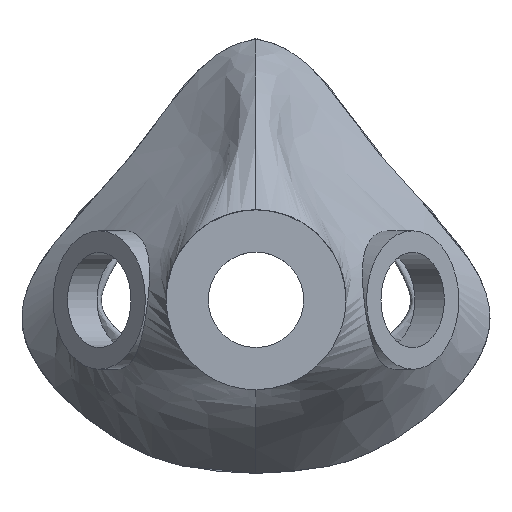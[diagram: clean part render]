
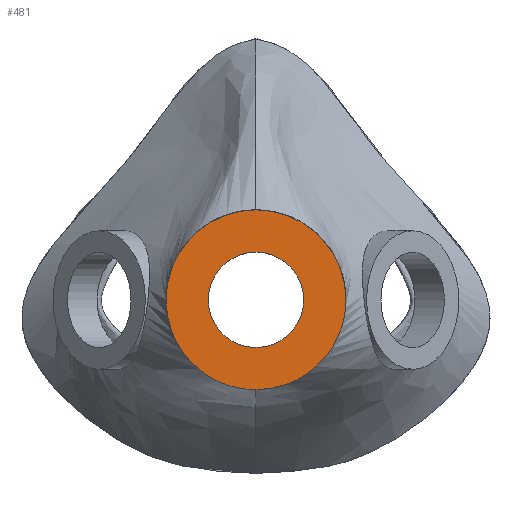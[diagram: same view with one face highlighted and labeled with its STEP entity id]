
A CAD part, top view. The second image highlights one B-rep face of the part: STEP entity #481.
In plain terms, the highlighted planar face has unit normal (0, 0, 1).
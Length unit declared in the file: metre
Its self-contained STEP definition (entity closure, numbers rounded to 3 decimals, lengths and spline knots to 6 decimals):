
#39=CIRCLE('',#532,0.01325);
#40=CIRCLE('',#534,0.025);
#53=PLANE('',#535);
#139=ORIENTED_EDGE('',*,*,#232,.F.);
#140=ORIENTED_EDGE('',*,*,#234,.T.);
#141=ORIENTED_EDGE('',*,*,#237,.T.);
#142=ORIENTED_EDGE('',*,*,#238,.T.);
#232=EDGE_CURVE('',#286,#286,#39,.T.);
#234=EDGE_CURVE('',#288,#287,#340,.T.);
#237=EDGE_CURVE('',#287,#289,#40,.T.);
#238=EDGE_CURVE('',#289,#288,#343,.T.);
#286=VERTEX_POINT('',#7665);
#287=VERTEX_POINT('',#7684);
#288=VERTEX_POINT('',#7692);
#289=VERTEX_POINT('',#7702);
#340=B_SPLINE_CURVE_WITH_KNOTS('',3,(#7685,#7686,#7687,#7688,#7689,#7690,
#7691),.UNSPECIFIED.,.F.,.F.,(4,1,1,1,4),(0.,0.124959,0.249918,
0.374877,0.499836),.UNSPECIFIED.);
#343=B_SPLINE_CURVE_WITH_KNOTS('',3,(#7718,#7719,#7720,#7721,#7722,#7723,
#7724),.UNSPECIFIED.,.F.,.F.,(4,1,1,1,4),(0.500171,0.625128,
0.750085,0.875043,1.),.UNSPECIFIED.);
#374=EDGE_LOOP('',(#139));
#375=EDGE_LOOP('',(#140,#141,#142));
#424=FACE_BOUND('',#374,.T.);
#425=FACE_BOUND('',#375,.T.);
#481=ADVANCED_FACE('',(#424,#425),#53,.T.);
#532=AXIS2_PLACEMENT_3D('',#7664,#577,#578);
#534=AXIS2_PLACEMENT_3D('',#7703,#581,#582);
#535=AXIS2_PLACEMENT_3D('',#7725,#583,#584);
#577=DIRECTION('',(0.,0.,1.));
#578=DIRECTION('',(1.,0.,0.));
#581=DIRECTION('',(0.,0.,1.));
#582=DIRECTION('',(1.,0.,0.));
#583=DIRECTION('',(0.,0.,1.));
#584=DIRECTION('',(1.,0.,0.));
#7664=CARTESIAN_POINT('',(0.,-0.006983,0.051));
#7665=CARTESIAN_POINT('',(0.01325,-0.006983,0.051));
#7684=CARTESIAN_POINT('',(0.025,-0.006969,0.051));
#7685=CARTESIAN_POINT('',(0.,-0.031956,0.051));
#7686=CARTESIAN_POINT('',(0.003273,-0.031956,0.051));
#7687=CARTESIAN_POINT('',(0.009812,-0.030655,0.051));
#7688=CARTESIAN_POINT('',(0.018133,-0.025099,0.051));
#7689=CARTESIAN_POINT('',(0.023694,-0.016779,0.051));
#7690=CARTESIAN_POINT('',(0.024998,-0.010245,0.051));
#7691=CARTESIAN_POINT('',(0.025,-0.006969,0.051));
#7692=CARTESIAN_POINT('',(0.,-0.031956,0.051));
#7702=CARTESIAN_POINT('',(-0.025,-0.00697,0.051));
#7703=CARTESIAN_POINT('',(0.,-0.006983,0.051));
#7718=CARTESIAN_POINT('',(-0.025,-0.00697,0.051));
#7719=CARTESIAN_POINT('',(-0.024998,-0.010242,0.051));
#7720=CARTESIAN_POINT('',(-0.023694,-0.016781,0.051));
#7721=CARTESIAN_POINT('',(-0.018133,-0.025099,0.051));
#7722=CARTESIAN_POINT('',(-0.009811,-0.030656,0.051));
#7723=CARTESIAN_POINT('',(-0.003275,-0.031956,0.051));
#7724=CARTESIAN_POINT('',(0.,-0.031956,0.051));
#7725=CARTESIAN_POINT('',(0.,-0.006967,0.051));
